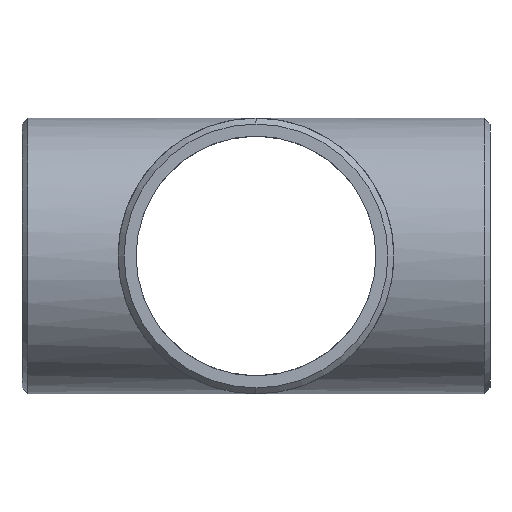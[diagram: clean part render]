
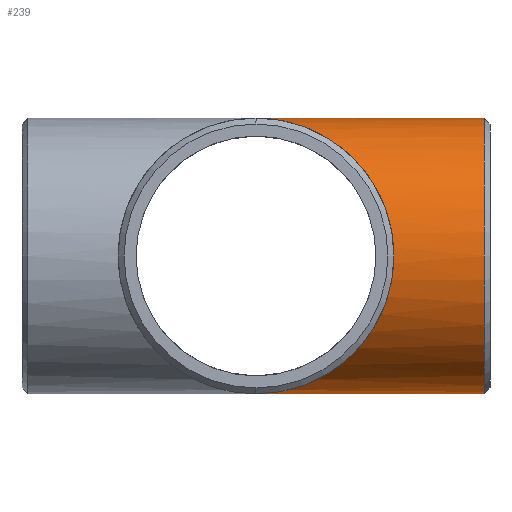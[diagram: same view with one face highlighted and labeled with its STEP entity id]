
A CAD part, left-side view. The second image highlights one B-rep face of the part: STEP entity #239.
In plain terms, the highlighted cylindrical face has radius 84.138 mm (diameter 168.275 mm), a partial arc.
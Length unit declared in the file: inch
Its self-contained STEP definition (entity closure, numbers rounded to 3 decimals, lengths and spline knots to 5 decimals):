
#25 = AXIS2_PLACEMENT_3D ( 'NONE', #332, #585, #384 ) ;
#32 = VERTEX_POINT ( 'NONE', #441 ) ;
#46 = EDGE_CURVE ( 'NONE', #749, #567, #200, .T. ) ;
#51 = DIRECTION ( 'NONE',  ( 0., 1., 0. ) ) ;
#58 = LINE ( 'NONE', #122, #250 ) ;
#103 = CYLINDRICAL_SURFACE ( 'NONE', #222, 3.3125 ) ;
#122 = CARTESIAN_POINT ( 'NONE',  ( 0., -5.62, -3.3125 ) ) ;
#126 = CARTESIAN_POINT ( 'NONE',  ( 0., 0., -3.3125 ) ) ;
#130 = CARTESIAN_POINT ( 'NONE',  ( 0., 0., 3.3125 ) ) ;
#139 = DIRECTION ( 'NONE',  ( 0., 1., 0. ) ) ;
#145 = ORIENTED_EDGE ( 'NONE', *, *, #679, .T. ) ;
#160 = CARTESIAN_POINT ( 'NONE',  ( 0., -5.476, -3.3125 ) ) ;
#171 = CIRCLE ( 'NONE', #25, 3.3125 ) ;
#200 = LINE ( 'NONE', #704, #433 ) ;
#222 = AXIS2_PLACEMENT_3D ( 'NONE', #276, #722, #342 ) ;
#239 = ADVANCED_FACE ( 'NONE', ( #597 ), #103, .T. ) ;
#250 = VECTOR ( 'NONE', #51, 39.37008 ) ;
#276 = CARTESIAN_POINT ( 'NONE',  ( 0., -5.62, 0. ) ) ;
#332 = CARTESIAN_POINT ( 'NONE',  ( 0., -5.476, 0. ) ) ;
#333 = EDGE_CURVE ( 'NONE', #613, #32, #58, .T. ) ;
#342 = DIRECTION ( 'NONE',  ( 0., 0., -1. ) ) ;
#381 = CARTESIAN_POINT ( 'NONE',  ( 0., 0., 3.3125 ) ) ;
#384 = DIRECTION ( 'NONE',  ( 0., 0., -1. ) ) ;
#388 = ORIENTED_EDGE ( 'NONE', *, *, #46, .T. ) ;
#390 = CARTESIAN_POINT ( 'NONE',  ( 0., -5.476, 3.3125 ) ) ;
#425 = ORIENTED_EDGE ( 'NONE', *, *, #333, .F. ) ;
#433 = VECTOR ( 'NONE', #139, 39.37008 ) ;
#441 = CARTESIAN_POINT ( 'NONE',  ( 0., 0., -3.3125 ) ) ;
#522 = EDGE_CURVE ( 'NONE', #32, #567, #615, .T. ) ;
#567 = VERTEX_POINT ( 'NONE', #381 ) ;
#577 = CARTESIAN_POINT ( 'NONE',  ( -6.625, -6.625, 3.3125 ) ) ;
#585 = DIRECTION ( 'NONE',  ( 0., 1., 0. ) ) ;
#596 = EDGE_LOOP ( 'NONE', ( #145, #388, #602, #425 ) ) ;
#597 = FACE_OUTER_BOUND ( 'NONE', #596, .T. ) ;
#602 = ORIENTED_EDGE ( 'NONE', *, *, #522, .F. ) ;
#613 = VERTEX_POINT ( 'NONE', #160 ) ;
#615 =( BOUNDED_CURVE ( )  B_SPLINE_CURVE ( 3, ( #126, #753, #577, #130 ),
 .UNSPECIFIED., .F., .T. ) 
 B_SPLINE_CURVE_WITH_KNOTS ( ( 4, 4 ),
 ( 4.71239, 7.85398 ),
 .UNSPECIFIED. ) 
 CURVE ( )  GEOMETRIC_REPRESENTATION_ITEM ( )  RATIONAL_B_SPLINE_CURVE ( ( 1., 0.333, 0.333, 1. ) ) 
 REPRESENTATION_ITEM ( '' )  );
#679 = EDGE_CURVE ( 'NONE', #613, #749, #171, .T. ) ;
#704 = CARTESIAN_POINT ( 'NONE',  ( 0., -5.62, 3.3125 ) ) ;
#722 = DIRECTION ( 'NONE',  ( 0., 1., 0. ) ) ;
#749 = VERTEX_POINT ( 'NONE', #390 ) ;
#753 = CARTESIAN_POINT ( 'NONE',  ( -6.625, -6.625, -3.3125 ) ) ;
